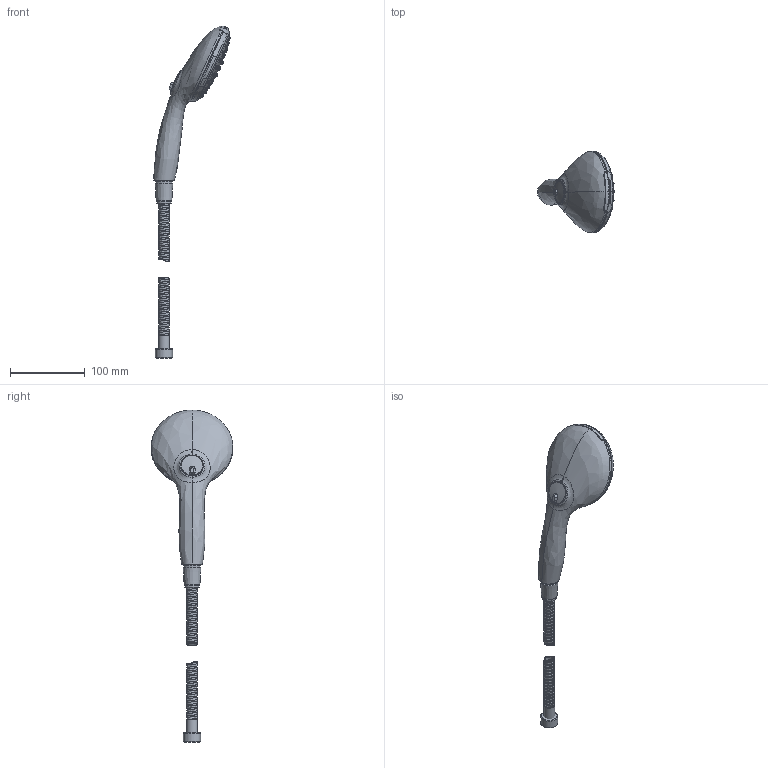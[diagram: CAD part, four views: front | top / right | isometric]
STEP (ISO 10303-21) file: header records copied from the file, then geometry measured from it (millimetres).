
FILE_DESCRIPTION(/* description */ ('Unknown'),/* implementation_level */ '2;1');
FILE_NAME(/* name */ '26960001',/* time_stamp */ '2022-09-27T17:57:09+02:00',/* author */ ('Unknown'),/* organization */ ('GROHE AG'),/* preprocessor_version */ 'ST-DEVELOPER v16.7',/* originating_system */ 'DEX',/* authorisation */ $);
FILE_SCHEMA (('AUTOMOTIVE_DESIGN {1 0 10303 214 3 1 1}'));
Products named in the file (5): 26960001; id46; A4297452_BUMPER + NOZZLES_SOLID; A4298722_SOFTTOOL DIAL_NEW_POSITION_RADIUS_0,7
Assembly tree (4 placements, depth 2):
  26960001
    26960001
    id46
    A4297452_BUMPER + NOZZLES_SOLID
    A4298722_SOFTTOOL DIAL_NEW_POSITION_RADIUS_0,7
Bounding box: 103.14 x 109.69 x 444.89 mm (x, y, z)
Volume: 5163.4 mm3; surface area: 64288.6 mm2
Topology: 1 solids, 175 shells, 573 faces, 2063 edges, 1644 vertices
Faces by surface type: torus 161, bspline 138, plane 97, cylinder 92, cone 84, sphere 1
Full cylindrical faces by diameter (mm): 2.8 x72, 4.1 x7, 10.8 x1, 14.7 x1, 19.9 x1, 22.6 x1, 23 x1, 100.004 x1
Entity records: 42591 total; most frequent: CARTESIAN_POINT 28174, ORIENTED_EDGE 2216, DIRECTION 1658, EDGE_CURVE 1622, VERTEX_POINT 1471, B_SPLINE_CURVE_WITH_KNOTS 1140, EDGE_LOOP 1084, FACE_BOUND 1084
